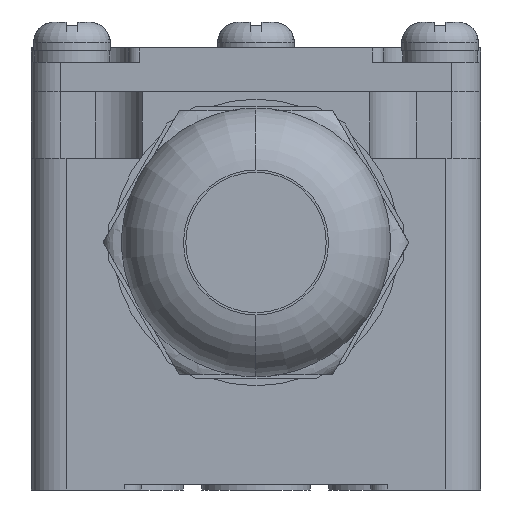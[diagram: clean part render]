
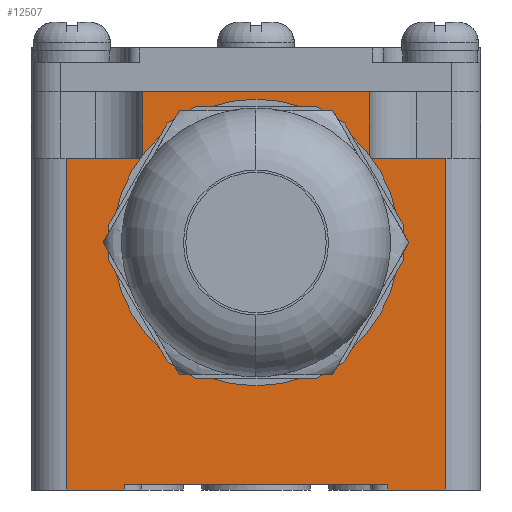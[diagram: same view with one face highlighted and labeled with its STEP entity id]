
A CAD part, front view. The second image highlights one B-rep face of the part: STEP entity #12507.
In plain terms, the highlighted planar face has unit normal (0, -1, 0).
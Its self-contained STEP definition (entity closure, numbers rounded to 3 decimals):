
#278 = VERTEX_POINT ( 'NONE', #11315 ) ;
#343 = VERTEX_POINT ( 'NONE', #5611 ) ;
#410 = EDGE_CURVE ( 'NONE', #6675, #15899, #8419, .T. ) ;
#457 = CARTESIAN_POINT ( 'NONE',  ( 11.45, -34., -0.5 ) ) ;
#462 = DIRECTION ( 'NONE',  ( 0., 0., -1. ) ) ;
#520 = EDGE_CURVE ( 'NONE', #16750, #1609, #7926, .T. ) ;
#843 = CARTESIAN_POINT ( 'NONE',  ( 16.5, -34., -0.5 ) ) ;
#859 = EDGE_CURVE ( 'NONE', #1399, #10840, #3013, .T. ) ;
#890 = CARTESIAN_POINT ( 'NONE',  ( 9.875, -34., 34.1 ) ) ;
#1031 = ORIENTED_EDGE ( 'NONE', *, *, #17384, .F. ) ;
#1162 = CARTESIAN_POINT ( 'NONE',  ( 0., -34., 32.5 ) ) ;
#1221 = VERTEX_POINT ( 'NONE', #10331 ) ;
#1399 = VERTEX_POINT ( 'NONE', #843 ) ;
#1609 = VERTEX_POINT ( 'NONE', #890 ) ;
#1612 = ORIENTED_EDGE ( 'NONE', *, *, #17484, .F. ) ;
#1760 = DIRECTION ( 'NONE',  ( 0., 0., 1. ) ) ;
#2021 = DIRECTION ( 'NONE',  ( 1., 0., 0. ) ) ;
#2116 = DIRECTION ( 'NONE',  ( 0., 1., 0. ) ) ;
#2186 = ORIENTED_EDGE ( 'NONE', *, *, #2796, .F. ) ;
#2378 = DIRECTION ( 'NONE',  ( 0., 0., 1. ) ) ;
#2609 = ORIENTED_EDGE ( 'NONE', *, *, #4020, .T. ) ;
#2703 = CARTESIAN_POINT ( 'NONE',  ( -16.5, -34., 34.1 ) ) ;
#2796 = EDGE_CURVE ( 'NONE', #8476, #8306, #6464, .T. ) ;
#3013 = LINE ( 'NONE', #14730, #12032 ) ;
#3160 = VECTOR ( 'NONE', #4133, 1000. ) ;
#3483 = DIRECTION ( 'NONE',  ( 0., 0., 1. ) ) ;
#3673 = DIRECTION ( 'NONE',  ( 0., 0., 1. ) ) ;
#4020 = EDGE_CURVE ( 'NONE', #343, #1609, #4710, .T. ) ;
#4133 = DIRECTION ( 'NONE',  ( 1., 0., 0. ) ) ;
#4209 = ORIENTED_EDGE ( 'NONE', *, *, #15328, .T. ) ;
#4336 = CARTESIAN_POINT ( 'NONE',  ( 16.5, -34., 28.3 ) ) ;
#4461 = LINE ( 'NONE', #17342, #9749 ) ;
#4564 = CARTESIAN_POINT ( 'NONE',  ( -9.875, -34., 34.1 ) ) ;
#4710 = LINE ( 'NONE', #14418, #16997 ) ;
#4781 = CARTESIAN_POINT ( 'NONE',  ( -19.5, -34., 28.3 ) ) ;
#4968 = CARTESIAN_POINT ( 'NONE',  ( -9.875, -34., 28.3 ) ) ;
#5185 = EDGE_CURVE ( 'NONE', #278, #8306, #9755, .T. ) ;
#5239 = DIRECTION ( 'NONE',  ( 0., 1., 0. ) ) ;
#5611 = CARTESIAN_POINT ( 'NONE',  ( 9.875, -34., 28.3 ) ) ;
#5820 = AXIS2_PLACEMENT_3D ( 'NONE', #18047, #5239, #8489 ) ;
#5832 = VECTOR ( 'NONE', #2021, 1000. ) ;
#5843 = ORIENTED_EDGE ( 'NONE', *, *, #17560, .T. ) ;
#6023 = CARTESIAN_POINT ( 'NONE',  ( -16.5, -34., -0.5 ) ) ;
#6088 = LINE ( 'NONE', #4968, #16993 ) ;
#6435 = DIRECTION ( 'NONE',  ( 1., 0., 0. ) ) ;
#6464 = LINE ( 'NONE', #6555, #15185 ) ;
#6555 = CARTESIAN_POINT ( 'NONE',  ( -9.95, -34., -0.5 ) ) ;
#6675 = VERTEX_POINT ( 'NONE', #10680 ) ;
#7406 = DIRECTION ( 'NONE',  ( 1., 0., 0. ) ) ;
#7748 = DIRECTION ( 'NONE',  ( 0., 1., 0. ) ) ;
#7838 = AXIS2_PLACEMENT_3D ( 'NONE', #10571, #2116, #2378 ) ;
#7859 = DIRECTION ( 'NONE',  ( -1., 0., 0. ) ) ;
#7871 = EDGE_CURVE ( 'NONE', #9231, #11566, #12030, .T. ) ;
#7926 = LINE ( 'NONE', #13798, #12723 ) ;
#8136 = ORIENTED_EDGE ( 'NONE', *, *, #9948, .F. ) ;
#8306 = VERTEX_POINT ( 'NONE', #6023 ) ;
#8419 = LINE ( 'NONE', #17199, #3160 ) ;
#8476 = VERTEX_POINT ( 'NONE', #18426 ) ;
#8489 = DIRECTION ( 'NONE',  ( 0., 0., 1. ) ) ;
#8673 = FACE_BOUND ( 'NONE', #14935, .T. ) ;
#9231 = VERTEX_POINT ( 'NONE', #1162 ) ;
#9576 = VECTOR ( 'NONE', #14047, 1000. ) ;
#9749 = VECTOR ( 'NONE', #15659, 1000. ) ;
#9755 = LINE ( 'NONE', #2703, #9576 ) ;
#9756 = ORIENTED_EDGE ( 'NONE', *, *, #520, .F. ) ;
#9880 = CARTESIAN_POINT ( 'NONE',  ( 11.45, -34., 0. ) ) ;
#9948 = EDGE_CURVE ( 'NONE', #278, #1221, #14678, .T. ) ;
#9980 = PLANE ( 'NONE',  #5820 ) ;
#9990 = VECTOR ( 'NONE', #15664, 1000. ) ;
#10132 = VECTOR ( 'NONE', #462, 1000. ) ;
#10331 = CARTESIAN_POINT ( 'NONE',  ( -9.875, -34., 28.3 ) ) ;
#10398 = LINE ( 'NONE', #13366, #10132 ) ;
#10537 = EDGE_CURVE ( 'NONE', #1399, #12286, #11377, .T. ) ;
#10571 = CARTESIAN_POINT ( 'NONE',  ( 0., -34., 21. ) ) ;
#10680 = CARTESIAN_POINT ( 'NONE',  ( -11.45, -34., 0. ) ) ;
#10840 = VERTEX_POINT ( 'NONE', #457 ) ;
#11315 = CARTESIAN_POINT ( 'NONE',  ( -16.5, -34., 28.3 ) ) ;
#11377 = LINE ( 'NONE', #17064, #9990 ) ;
#11566 = VERTEX_POINT ( 'NONE', #17732 ) ;
#11628 = VECTOR ( 'NONE', #7406, 1000. ) ;
#11768 = ORIENTED_EDGE ( 'NONE', *, *, #859, .F. ) ;
#12030 = CIRCLE ( 'NONE', #7838, 11.5 ) ;
#12032 = VECTOR ( 'NONE', #12960, 1000. ) ;
#12286 = VERTEX_POINT ( 'NONE', #4336 ) ;
#12360 = FACE_OUTER_BOUND ( 'NONE', #17709, .T. ) ;
#12507 = ADVANCED_FACE ( 'NONE', ( #8673, #12360 ), #9980, .F. ) ;
#12723 = VECTOR ( 'NONE', #6435, 1000. ) ;
#12960 = DIRECTION ( 'NONE',  ( -1., 0., 0. ) ) ;
#13347 = CARTESIAN_POINT ( 'NONE',  ( 0., -34., 21. ) ) ;
#13366 = CARTESIAN_POINT ( 'NONE',  ( 11.45, -34., 34.1 ) ) ;
#13752 = EDGE_CURVE ( 'NONE', #11566, #9231, #18362, .T. ) ;
#13798 = CARTESIAN_POINT ( 'NONE',  ( -19.5, -34., 34.1 ) ) ;
#14047 = DIRECTION ( 'NONE',  ( 0., 0., -1. ) ) ;
#14314 = LINE ( 'NONE', #14503, #11628 ) ;
#14418 = CARTESIAN_POINT ( 'NONE',  ( 9.875, -34., 28.3 ) ) ;
#14503 = CARTESIAN_POINT ( 'NONE',  ( 19.5, -34., 28.3 ) ) ;
#14678 = LINE ( 'NONE', #4781, #5832 ) ;
#14730 = CARTESIAN_POINT ( 'NONE',  ( 16.5, -34., -0.5 ) ) ;
#14935 = EDGE_LOOP ( 'NONE', ( #16553, #17582 ) ) ;
#15185 = VECTOR ( 'NONE', #7859, 1000. ) ;
#15219 = ORIENTED_EDGE ( 'NONE', *, *, #10537, .T. ) ;
#15328 = EDGE_CURVE ( 'NONE', #8476, #6675, #4461, .T. ) ;
#15659 = DIRECTION ( 'NONE',  ( 0., 0., 1. ) ) ;
#15664 = DIRECTION ( 'NONE',  ( 0., 0., 1. ) ) ;
#15899 = VERTEX_POINT ( 'NONE', #9880 ) ;
#16264 = AXIS2_PLACEMENT_3D ( 'NONE', #13347, #7748, #3483 ) ;
#16553 = ORIENTED_EDGE ( 'NONE', *, *, #13752, .T. ) ;
#16750 = VERTEX_POINT ( 'NONE', #4564 ) ;
#16993 = VECTOR ( 'NONE', #3673, 1000. ) ;
#16997 = VECTOR ( 'NONE', #1760, 1000. ) ;
#17064 = CARTESIAN_POINT ( 'NONE',  ( 16.5, -34., 34.1 ) ) ;
#17199 = CARTESIAN_POINT ( 'NONE',  ( -19.5, -34., 0. ) ) ;
#17342 = CARTESIAN_POINT ( 'NONE',  ( -11.45, -34., 34.1 ) ) ;
#17384 = EDGE_CURVE ( 'NONE', #343, #12286, #14314, .T. ) ;
#17484 = EDGE_CURVE ( 'NONE', #1221, #16750, #6088, .T. ) ;
#17560 = EDGE_CURVE ( 'NONE', #15899, #10840, #10398, .T. ) ;
#17582 = ORIENTED_EDGE ( 'NONE', *, *, #7871, .T. ) ;
#17709 = EDGE_LOOP ( 'NONE', ( #1031, #2609, #9756, #1612, #8136, #18363, #2186, #4209, #18411, #5843, #11768, #15219 ) ) ;
#17732 = CARTESIAN_POINT ( 'NONE',  ( 0., -34., 9.5 ) ) ;
#18047 = CARTESIAN_POINT ( 'NONE',  ( -19.5, -34., 34.1 ) ) ;
#18362 = CIRCLE ( 'NONE', #16264, 11.5 ) ;
#18363 = ORIENTED_EDGE ( 'NONE', *, *, #5185, .T. ) ;
#18411 = ORIENTED_EDGE ( 'NONE', *, *, #410, .T. ) ;
#18426 = CARTESIAN_POINT ( 'NONE',  ( -11.45, -34., -0.5 ) ) ;
